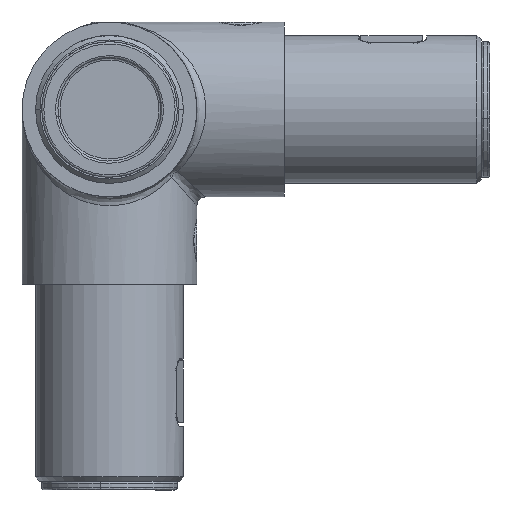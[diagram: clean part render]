
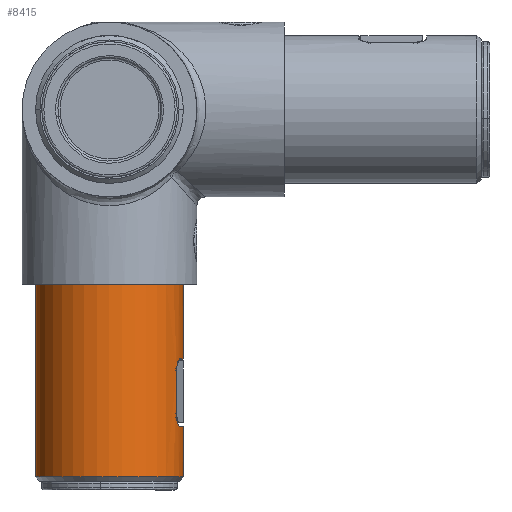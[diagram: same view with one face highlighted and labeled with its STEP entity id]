
A CAD part, front view. The second image highlights one B-rep face of the part: STEP entity #8415.
In plain terms, the highlighted cylindrical face has radius 16.9 mm (diameter 33.8 mm), a partial arc.
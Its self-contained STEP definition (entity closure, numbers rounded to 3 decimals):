
#72 = CARTESIAN_POINT ( 'NONE',  ( 15.389, -6.985, -58.945 ) ) ;
#169 = LINE ( 'NONE', #5523, #9792 ) ;
#216 = VERTEX_POINT ( 'NONE', #7797 ) ;
#256 = CARTESIAN_POINT ( 'NONE',  ( -16.9, 0., -85. ) ) ;
#499 = EDGE_CURVE ( 'NONE', #1242, #17222, #2306, .T. ) ;
#688 = CARTESIAN_POINT ( 'NONE',  ( 15.57, -6.572, -71.743 ) ) ;
#1004 = LINE ( 'NONE', #2430, #2447 ) ;
#1005 = VECTOR ( 'NONE', #2883, 1000. ) ;
#1088 = DIRECTION ( 'NONE',  ( 0., 0., -1. ) ) ;
#1134 = EDGE_CURVE ( 'NONE', #12418, #17149, #15115, .T. ) ;
#1137 = DIRECTION ( 'NONE',  ( 0., 0., 1. ) ) ;
#1242 = VERTEX_POINT ( 'NONE', #2588 ) ;
#2060 = DIRECTION ( 'NONE',  ( 0., 0., 1. ) ) ;
#2107 = CARTESIAN_POINT ( 'NONE',  ( 15.681, -6.302, -72.023 ) ) ;
#2306 = B_SPLINE_CURVE_WITH_KNOTS ( 'NONE', 3,
 ( #15952, #10403, #72, #9100, #2733, #3770, #9016, #9348, #11984, #10487, #11720, #13053 ),
 .UNSPECIFIED., .F., .F.,
 ( 4, 2, 2, 2, 2, 4 ),
 ( 0., 0., 0.001, 0.002, 0.003, 0.004 ),
 .UNSPECIFIED. ) ;
#2377 = CARTESIAN_POINT ( 'NONE',  ( 15.389, -6.986, -70.774 ) ) ;
#2430 = CARTESIAN_POINT ( 'NONE',  ( 15.382, -7., -85. ) ) ;
#2447 = VECTOR ( 'NONE', #1088, 1000. ) ;
#2588 = CARTESIAN_POINT ( 'NONE',  ( 15.382, -7., -59.239 ) ) ;
#2629 = EDGE_CURVE ( 'NONE', #5294, #7675, #12928, .T. ) ;
#2733 = CARTESIAN_POINT ( 'NONE',  ( 15.435, -6.882, -58.518 ) ) ;
#2845 = CIRCLE ( 'NONE', #14019, 16.9 ) ;
#2883 = DIRECTION ( 'NONE',  ( 0., 0., 1. ) ) ;
#3373 = CARTESIAN_POINT ( 'NONE',  ( 0., 0., -84. ) ) ;
#3420 = CARTESIAN_POINT ( 'NONE',  ( 15.431, -6.891, -71.165 ) ) ;
#3502 = CARTESIAN_POINT ( 'NONE',  ( 15.722, -6.2, -72.105 ) ) ;
#3546 = EDGE_LOOP ( 'NONE', ( #10891, #4909, #9145, #8876, #16358, #6965, #4179, #9163, #13573, #6823 ) ) ;
#3770 = CARTESIAN_POINT ( 'NONE',  ( 15.509, -6.715, -58.116 ) ) ;
#4104 = LINE ( 'NONE', #6791, #1005 ) ;
#4179 = ORIENTED_EDGE ( 'NONE', *, *, #499, .T. ) ;
#4459 = AXIS2_PLACEMENT_3D ( 'NONE', #3373, #2060, #12646 ) ;
#4727 = CARTESIAN_POINT ( 'NONE',  ( 15.805, -5.985, -72.245 ) ) ;
#4896 = CARTESIAN_POINT ( 'NONE',  ( 16.063, -5.261, -72.5 ) ) ;
#4909 = ORIENTED_EDGE ( 'NONE', *, *, #1134, .T. ) ;
#4959 = DIRECTION ( 'NONE',  ( -1., 0., 0. ) ) ;
#5032 = DIRECTION ( 'NONE',  ( -1., 0., 0. ) ) ;
#5294 = VERTEX_POINT ( 'NONE', #12898 ) ;
#5471 = VECTOR ( 'NONE', #16406, 1000. ) ;
#5523 = CARTESIAN_POINT ( 'NONE',  ( 16.9, 0., -85. ) ) ;
#5542 = DIRECTION ( 'NONE',  ( 1., 0., 0. ) ) ;
#5549 = VERTEX_POINT ( 'NONE', #7277 ) ;
#6122 = CARTESIAN_POINT ( 'NONE',  ( 16.143, -5., -72.5 ) ) ;
#6206 = CARTESIAN_POINT ( 'NONE',  ( 15.382, -7., -70.637 ) ) ;
#6378 = CARTESIAN_POINT ( 'NONE',  ( 15.848, -5.872, -72.305 ) ) ;
#6727 = VERTEX_POINT ( 'NONE', #7554 ) ;
#6791 = CARTESIAN_POINT ( 'NONE',  ( 16.9, 0., -85. ) ) ;
#6795 = EDGE_CURVE ( 'NONE', #6727, #5549, #9990, .T. ) ;
#6823 = ORIENTED_EDGE ( 'NONE', *, *, #2629, .T. ) ;
#6902 = AXIS2_PLACEMENT_3D ( 'NONE', #10584, #1137, #9194 ) ;
#6965 = ORIENTED_EDGE ( 'NONE', *, *, #10736, .F. ) ;
#7277 = CARTESIAN_POINT ( 'NONE',  ( 16.9, 0., -72.5 ) ) ;
#7554 = CARTESIAN_POINT ( 'NONE',  ( 16.143, -5., -72.5 ) ) ;
#7600 = AXIS2_PLACEMENT_3D ( 'NONE', #16982, #17140, #4959 ) ;
#7634 = VERTEX_POINT ( 'NONE', #9903 ) ;
#7675 = VERTEX_POINT ( 'NONE', #15299 ) ;
#7698 = CYLINDRICAL_SURFACE ( 'NONE', #6902, 16.9 ) ;
#7794 = DIRECTION ( 'NONE',  ( 0., 0., 1. ) ) ;
#7797 = CARTESIAN_POINT ( 'NONE',  ( 16.9, 0., -57. ) ) ;
#8134 = LINE ( 'NONE', #256, #5471 ) ;
#8415 = ADVANCED_FACE ( 'NONE', ( #9024 ), #7698, .T. ) ;
#8876 = ORIENTED_EDGE ( 'NONE', *, *, #6795, .F. ) ;
#9016 = CARTESIAN_POINT ( 'NONE',  ( 15.579, -6.554, -57.872 ) ) ;
#9024 = FACE_OUTER_BOUND ( 'NONE', #3546, .T. ) ;
#9092 = CARTESIAN_POINT ( 'NONE',  ( 15.382, -7., -70.5 ) ) ;
#9100 = CARTESIAN_POINT ( 'NONE',  ( 15.416, -6.926, -58.659 ) ) ;
#9145 = ORIENTED_EDGE ( 'NONE', *, *, #9639, .T. ) ;
#9163 = ORIENTED_EDGE ( 'NONE', *, *, #12382, .T. ) ;
#9194 = DIRECTION ( 'NONE',  ( 1., 0., 0. ) ) ;
#9260 = CARTESIAN_POINT ( 'NONE',  ( 16.9, 0., -84. ) ) ;
#9348 = CARTESIAN_POINT ( 'NONE',  ( 15.737, -6.165, -57.464 ) ) ;
#9639 = EDGE_CURVE ( 'NONE', #17149, #5549, #4104, .T. ) ;
#9792 = VECTOR ( 'NONE', #7794, 1000. ) ;
#9903 = CARTESIAN_POINT ( 'NONE',  ( 15.382, -7., -70.5 ) ) ;
#9990 = CIRCLE ( 'NONE', #11386, 16.9 ) ;
#10035 = CARTESIAN_POINT ( 'NONE',  ( 15.506, -6.721, -71.527 ) ) ;
#10350 = CARTESIAN_POINT ( 'NONE',  ( -16.9, 0., -84. ) ) ;
#10403 = CARTESIAN_POINT ( 'NONE',  ( 15.382, -7., -59.091 ) ) ;
#10487 = CARTESIAN_POINT ( 'NONE',  ( 16.008, -5.426, -57.065 ) ) ;
#10584 = CARTESIAN_POINT ( 'NONE',  ( 0., 0., -85. ) ) ;
#10736 = EDGE_CURVE ( 'NONE', #1242, #7634, #1004, .T. ) ;
#10891 = ORIENTED_EDGE ( 'NONE', *, *, #16370, .F. ) ;
#11386 = AXIS2_PLACEMENT_3D ( 'NONE', #15018, #16242, #5542 ) ;
#11720 = CARTESIAN_POINT ( 'NONE',  ( 16.1, -5.147, -57. ) ) ;
#11776 = EDGE_CURVE ( 'NONE', #6727, #7634, #13060, .T. ) ;
#11844 = CARTESIAN_POINT ( 'NONE',  ( 0., 0., -57. ) ) ;
#11984 = CARTESIAN_POINT ( 'NONE',  ( 15.827, -5.932, -57.296 ) ) ;
#12060 = CARTESIAN_POINT ( 'NONE',  ( 16.186, -4.862, -57. ) ) ;
#12382 = EDGE_CURVE ( 'NONE', #17222, #216, #2845, .T. ) ;
#12418 = VERTEX_POINT ( 'NONE', #10350 ) ;
#12646 = DIRECTION ( 'NONE',  ( -1., 0., 0. ) ) ;
#12898 = CARTESIAN_POINT ( 'NONE',  ( 16.9, 0., -40. ) ) ;
#12928 = CIRCLE ( 'NONE', #7600, 16.9 ) ;
#13053 = CARTESIAN_POINT ( 'NONE',  ( 16.186, -4.862, -57. ) ) ;
#13060 = B_SPLINE_CURVE_WITH_KNOTS ( 'NONE', 3,
 ( #6122, #4896, #15615, #6378, #4727, #3502, #2107, #15696, #688, #10035, #16834, #3420, #14453, #2377, #6206, #9092 ),
 .UNSPECIFIED., .F., .F.,
 ( 4, 2, 2, 2, 2, 2, 2, 4 ),
 ( 0., 0.001, 0.001, 0.002, 0.002, 0.002, 0.003, 0.003 ),
 .UNSPECIFIED. ) ;
#13573 = ORIENTED_EDGE ( 'NONE', *, *, #16307, .T. ) ;
#14019 = AXIS2_PLACEMENT_3D ( 'NONE', #11844, #15660, #5032 ) ;
#14453 = CARTESIAN_POINT ( 'NONE',  ( 15.413, -6.931, -71.038 ) ) ;
#15018 = CARTESIAN_POINT ( 'NONE',  ( 0., 0., -72.5 ) ) ;
#15115 = CIRCLE ( 'NONE', #4459, 16.9 ) ;
#15299 = CARTESIAN_POINT ( 'NONE',  ( -16.9, 0., -40. ) ) ;
#15615 = CARTESIAN_POINT ( 'NONE',  ( 15.977, -5.514, -72.45 ) ) ;
#15660 = DIRECTION ( 'NONE',  ( 0., 0., 1. ) ) ;
#15696 = CARTESIAN_POINT ( 'NONE',  ( 15.605, -6.488, -71.842 ) ) ;
#15952 = CARTESIAN_POINT ( 'NONE',  ( 15.382, -7., -59.239 ) ) ;
#16242 = DIRECTION ( 'NONE',  ( 0., 0., 1. ) ) ;
#16307 = EDGE_CURVE ( 'NONE', #216, #5294, #169, .T. ) ;
#16358 = ORIENTED_EDGE ( 'NONE', *, *, #11776, .T. ) ;
#16370 = EDGE_CURVE ( 'NONE', #12418, #7675, #8134, .T. ) ;
#16406 = DIRECTION ( 'NONE',  ( 0., 0., 1. ) ) ;
#16834 = CARTESIAN_POINT ( 'NONE',  ( 15.478, -6.786, -71.409 ) ) ;
#16982 = CARTESIAN_POINT ( 'NONE',  ( 0., 0., -40. ) ) ;
#17140 = DIRECTION ( 'NONE',  ( 0., 0., -1. ) ) ;
#17149 = VERTEX_POINT ( 'NONE', #9260 ) ;
#17222 = VERTEX_POINT ( 'NONE', #12060 ) ;
